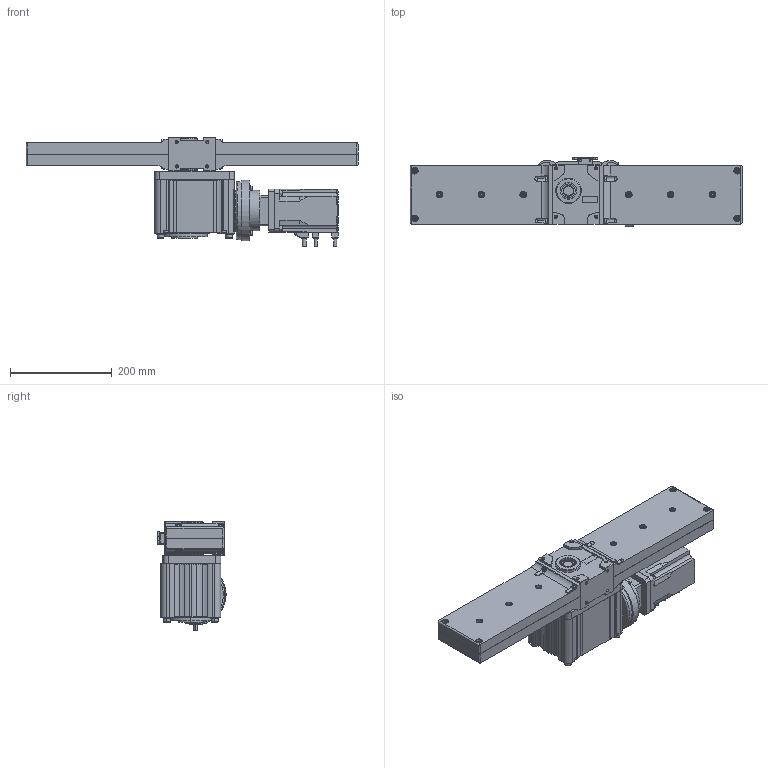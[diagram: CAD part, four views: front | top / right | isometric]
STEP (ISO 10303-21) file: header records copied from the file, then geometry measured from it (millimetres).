
FILE_DESCRIPTION (( 'STEP AP203' ), '1' );
FILE_NAME ('ZCA35K_AZ_1000st.STEP', '2025-01-23T07:01:27', ( '' ), ( '' ), 'SwSTEP 2.0', 'SolidWorks 2019', '' );
FILE_SCHEMA (( 'CONFIG_CONTROL_DESIGN' ));
Length unit declared in the file: millimetre
Products named in the file (1): ZCA35K_AZ_1000st
Bounding box: 654 x 134.5 x 214.5 mm (x, y, z)
Volume: 6979500.1 mm3; surface area: 586015.6 mm2
Topology: 17 solids, 17 shells, 2256 faces, 5484 edges, 3438 vertices
Faces by surface type: plane 1019, cylinder 731, cone 361, torus 130, sphere 10, bspline 5
Entity records: 68475 total; most frequent: CARTESIAN_POINT 14521, DIRECTION 11765, ORIENTED_EDGE 10824, EDGE_CURVE 5412, AXIS2_PLACEMENT_3D 4366, VERTEX_POINT 3434, LINE 3033, VECTOR 3033
